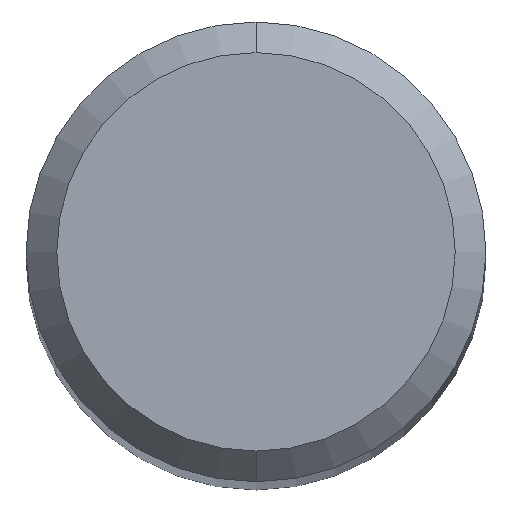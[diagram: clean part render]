
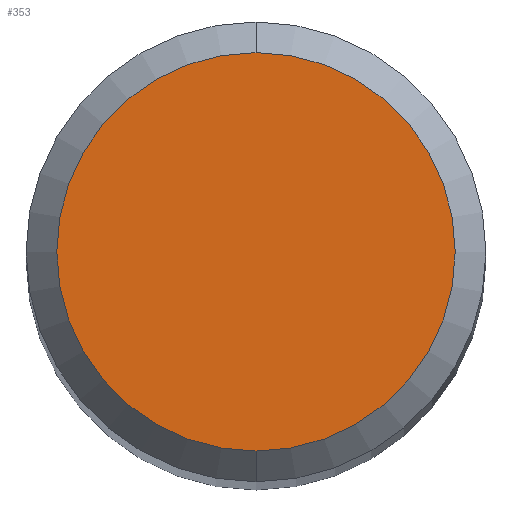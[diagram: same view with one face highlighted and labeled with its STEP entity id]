
A CAD part, top view. The second image highlights one B-rep face of the part: STEP entity #353.
In plain terms, the highlighted planar face has unit normal (0, 0, 1).
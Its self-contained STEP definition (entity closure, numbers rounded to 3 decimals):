
#353=ADVANCED_FACE('',(#906),#907,.T.);
#437=VERTEX_POINT('',#996);
#529=EDGE_CURVE('',#825,#437,#1094,.T.);
#751=EDGE_CURVE('',#437,#825,#1345,.T.);
#825=VERTEX_POINT('',#1425);
#906=FACE_OUTER_BOUND('',#1603,.T.);
#907=PLANE('',#1604);
#996=CARTESIAN_POINT('',(0.0,2.6,0.0));
#1094=CIRCLE('',#2495,2.6);
#1345=CIRCLE('',#3884,2.6);
#1425=CARTESIAN_POINT('',(0.,-2.6,0.0));
#1603=EDGE_LOOP('',(#4287,#4288));
#1604=AXIS2_PLACEMENT_3D('',#4289,#4290,#4291);
#2495=AXIS2_PLACEMENT_3D('',#4479,#4480,#4481);
#3884=AXIS2_PLACEMENT_3D('',#4830,#4831,#4832);
#4287=ORIENTED_EDGE('',*,*,#751,.F.);
#4288=ORIENTED_EDGE('',*,*,#529,.F.);
#4289=CARTESIAN_POINT('',(0.0,1.3,0.0));
#4290=DIRECTION('',(-0.0,0.0,1.0));
#4291=DIRECTION('',(0.0,-1.0,0.0));
#4479=CARTESIAN_POINT('',(0.0,0.0,0.0));
#4480=DIRECTION('',(0.0,0.0,-1.0));
#4481=DIRECTION('',(0.0,1.0,0.0));
#4830=CARTESIAN_POINT('',(0.0,0.0,0.0));
#4831=DIRECTION('',(0.0,0.0,-1.0));
#4832=DIRECTION('',(0.0,1.0,0.0));
